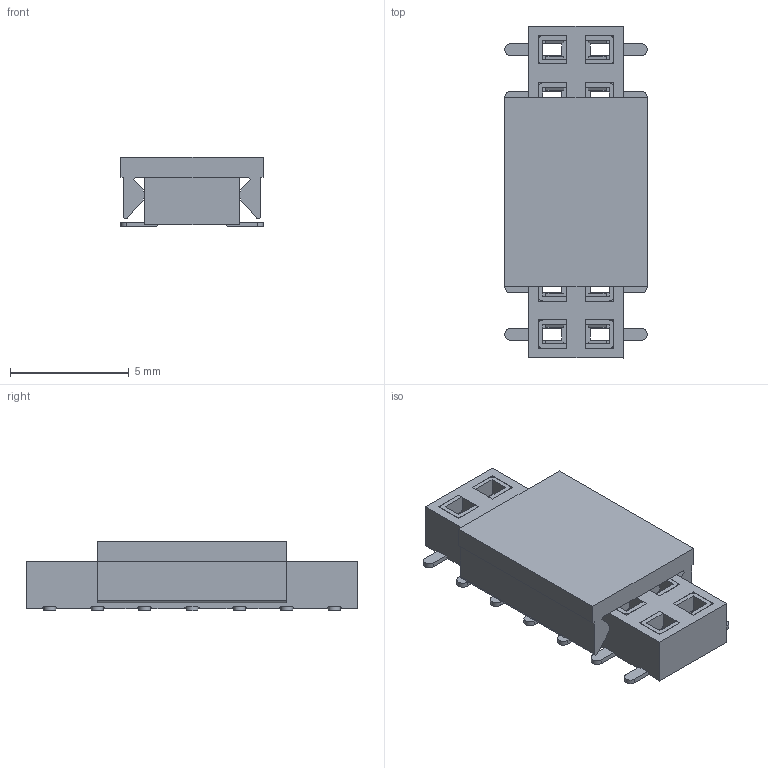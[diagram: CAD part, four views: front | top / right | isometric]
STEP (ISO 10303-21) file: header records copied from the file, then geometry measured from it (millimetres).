
FILE_DESCRIPTION(/* description */ ('Unknown'),/* implementation_level */ '2;1');
FILE_NAME(/* name */ 'J_Wurth_WR-PHD_62131421821',/* time_stamp */ '2025-04-28T13:21:03+08:00',/* author */ ('Unknown'),/* organization */ ('Unknown'),/* preprocessor_version */ 'ST-DEVELOPER v19.4',/* originating_system */ 'Solid Edge',/* authorisation */ 'Unknown');
FILE_SCHEMA (('AUTOMOTIVE_DESIGN {1 0 10303 214 3 1 1}'));
Length unit declared in the file: millimetre
Products named in the file (2): J_Wurth_WR-PHD_62131421821
Assembly tree (1 placements, depth 2):
  J_Wurth_WR-PHD_62131421821
    J_Wurth_WR-PHD_62131421821
Bounding box: 6 x 14 x 2.95 mm (x, y, z)
Volume: 145.7 mm3; surface area: 657.6 mm2
Topology: 16 solids, 16 shells, 1062 faces, 2852 edges, 1808 vertices
Faces by surface type: plane 596, cylinder 410, bspline 56
Entity records: 33454 total; most frequent: CARTESIAN_POINT 6788, ORIENTED_EDGE 5704, DIRECTION 5352, EDGE_CURVE 2852, LINE 1920, VECTOR 1920, VERTEX_POINT 1808, AXIS2_PLACEMENT_3D 1716
